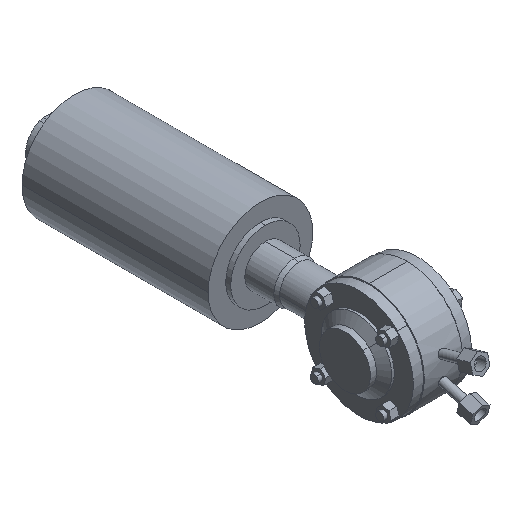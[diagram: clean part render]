
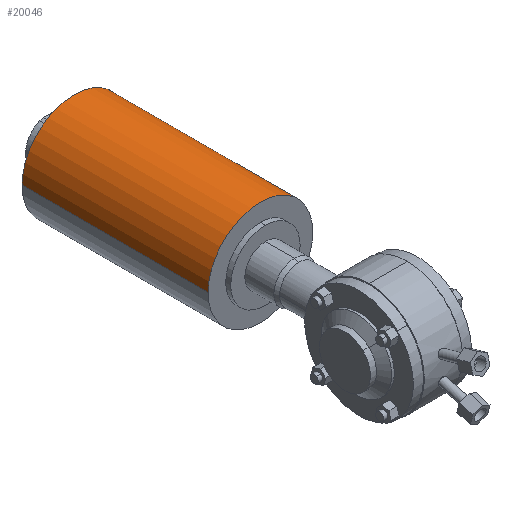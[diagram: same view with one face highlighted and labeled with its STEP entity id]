
A CAD part, isometric view. The second image highlights one B-rep face of the part: STEP entity #20046.
In plain terms, the highlighted cylindrical face has radius 52 mm (diameter 104 mm), a partial arc.
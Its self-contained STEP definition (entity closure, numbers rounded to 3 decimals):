
#452 = CARTESIAN_POINT ( 'NONE',  ( 52., 138.927, 0. ) ) ;
#875 = CARTESIAN_POINT ( 'NONE',  ( -52., 138.927, 0. ) ) ;
#1673 = CIRCLE ( 'NONE', #3557, 52. ) ;
#2656 = DIRECTION ( 'NONE',  ( 0., 1., 0. ) ) ;
#3043 = ORIENTED_EDGE ( 'NONE', *, *, #12976, .T. ) ;
#3557 = AXIS2_PLACEMENT_3D ( 'NONE', #8538, #19658, #10101 ) ;
#4040 = CARTESIAN_POINT ( 'NONE',  ( -52., 127., 0. ) ) ;
#4146 = VECTOR ( 'NONE', #8564, 1000. ) ;
#5498 = CYLINDRICAL_SURFACE ( 'NONE', #8118, 52. ) ;
#5570 = LINE ( 'NONE', #875, #4146 ) ;
#5819 = CARTESIAN_POINT ( 'NONE',  ( 52., 127., 0. ) ) ;
#6546 = DIRECTION ( 'NONE',  ( 0., 1., 0. ) ) ;
#7450 = LINE ( 'NONE', #452, #13594 ) ;
#7534 = CARTESIAN_POINT ( 'NONE',  ( 0., 127., 0. ) ) ;
#8118 = AXIS2_PLACEMENT_3D ( 'NONE', #8703, #2656, #11878 ) ;
#8538 = CARTESIAN_POINT ( 'NONE',  ( 0., 312., 0. ) ) ;
#8564 = DIRECTION ( 'NONE',  ( 0., 1., 0. ) ) ;
#8703 = CARTESIAN_POINT ( 'NONE',  ( 0., 138.927, 0. ) ) ;
#9121 = DIRECTION ( 'NONE',  ( 1., 0., 0. ) ) ;
#10101 = DIRECTION ( 'NONE',  ( -1., 0., 0. ) ) ;
#10913 = VERTEX_POINT ( 'NONE', #14234 ) ;
#11071 = FACE_OUTER_BOUND ( 'NONE', #18953, .T. ) ;
#11878 = DIRECTION ( 'NONE',  ( 1., 0., 0. ) ) ;
#12559 = EDGE_CURVE ( 'NONE', #15350, #16490, #16594, .T. ) ;
#12976 = EDGE_CURVE ( 'NONE', #16490, #10913, #7450, .T. ) ;
#13592 = EDGE_CURVE ( 'NONE', #15350, #14356, #5570, .T. ) ;
#13594 = VECTOR ( 'NONE', #6546, 1000. ) ;
#14234 = CARTESIAN_POINT ( 'NONE',  ( 52., 312., 0. ) ) ;
#14356 = VERTEX_POINT ( 'NONE', #18686 ) ;
#14682 = ORIENTED_EDGE ( 'NONE', *, *, #15020, .T. ) ;
#15020 = EDGE_CURVE ( 'NONE', #10913, #14356, #1673, .T. ) ;
#15350 = VERTEX_POINT ( 'NONE', #4040 ) ;
#16010 = ORIENTED_EDGE ( 'NONE', *, *, #12559, .T. ) ;
#16490 = VERTEX_POINT ( 'NONE', #5819 ) ;
#16594 = CIRCLE ( 'NONE', #17177, 52. ) ;
#17177 = AXIS2_PLACEMENT_3D ( 'NONE', #7534, #18621, #9121 ) ;
#17252 = ORIENTED_EDGE ( 'NONE', *, *, #13592, .F. ) ;
#18621 = DIRECTION ( 'NONE',  ( 0., 1., 0. ) ) ;
#18686 = CARTESIAN_POINT ( 'NONE',  ( -52., 312., 0. ) ) ;
#18953 = EDGE_LOOP ( 'NONE', ( #17252, #16010, #3043, #14682 ) ) ;
#19658 = DIRECTION ( 'NONE',  ( 0., -1., 0. ) ) ;
#20046 = ADVANCED_FACE ( 'NONE', ( #11071 ), #5498, .T. ) ;
